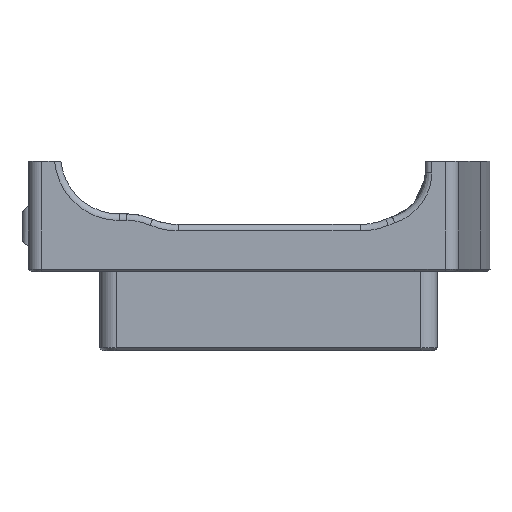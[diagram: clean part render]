
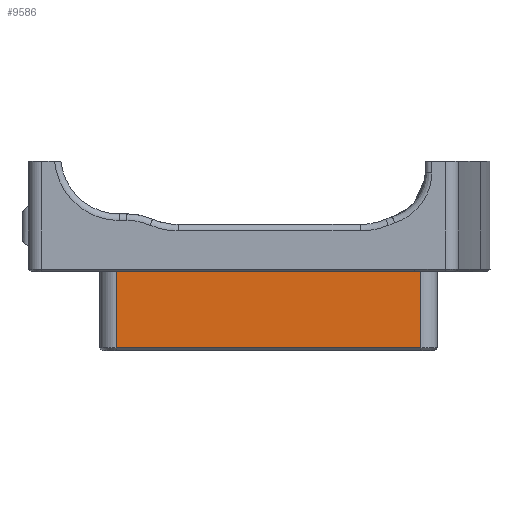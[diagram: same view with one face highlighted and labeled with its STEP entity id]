
A CAD part, left-side view. The second image highlights one B-rep face of the part: STEP entity #9586.
In plain terms, the highlighted planar face has unit normal (-1, 0, 0).
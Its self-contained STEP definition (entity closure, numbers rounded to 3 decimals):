
#547=PLANE('',#10548);
#1054=FACE_OUTER_BOUND('',#1638,.T.);
#1638=EDGE_LOOP('',(#8430,#8431,#8432,#8433));
#2870=LINE('',#20355,#3690);
#2871=LINE('',#20357,#3691);
#2872=LINE('',#20359,#3692);
#2873=LINE('',#20360,#3693);
#3690=VECTOR('',#12972,1000.);
#3691=VECTOR('',#12973,1000.);
#3692=VECTOR('',#12974,1000.);
#3693=VECTOR('',#12975,1000.);
#4658=VERTEX_POINT('',#20353);
#4659=VERTEX_POINT('',#20354);
#4660=VERTEX_POINT('',#20356);
#4661=VERTEX_POINT('',#20358);
#5959=EDGE_CURVE('',#4658,#4659,#2870,.T.);
#5960=EDGE_CURVE('',#4659,#4660,#2871,.T.);
#5961=EDGE_CURVE('',#4660,#4661,#2872,.T.);
#5962=EDGE_CURVE('',#4658,#4661,#2873,.T.);
#8430=ORIENTED_EDGE('',*,*,#5959,.T.);
#8431=ORIENTED_EDGE('',*,*,#5960,.T.);
#8432=ORIENTED_EDGE('',*,*,#5961,.T.);
#8433=ORIENTED_EDGE('',*,*,#5962,.F.);
#9586=ADVANCED_FACE('',(#1054),#547,.F.);
#10548=AXIS2_PLACEMENT_3D('',#20352,#12970,#12971);
#12970=DIRECTION('center_axis',(1.,0.,0.));
#12971=DIRECTION('ref_axis',(0.,0.,-1.));
#12972=DIRECTION('',(0.,0.,-1.));
#12973=DIRECTION('',(0.,-1.,0.));
#12974=DIRECTION('',(0.,0.,1.));
#12975=DIRECTION('',(0.,-1.,0.));
#20352=CARTESIAN_POINT('Origin',(0.,0.,1.));
#20353=CARTESIAN_POINT('',(0.,49.4,12.1));
#20354=CARTESIAN_POINT('',(0.,49.4,0.4));
#20355=CARTESIAN_POINT('',(0.,49.4,1.));
#20356=CARTESIAN_POINT('',(0.,2.6,0.4));
#20357=CARTESIAN_POINT('',(0.,2.6,0.4));
#20358=CARTESIAN_POINT('',(0.,2.6,12.1));
#20359=CARTESIAN_POINT('',(0.,2.6,1.));
#20360=CARTESIAN_POINT('',(0.,52.,12.1));
